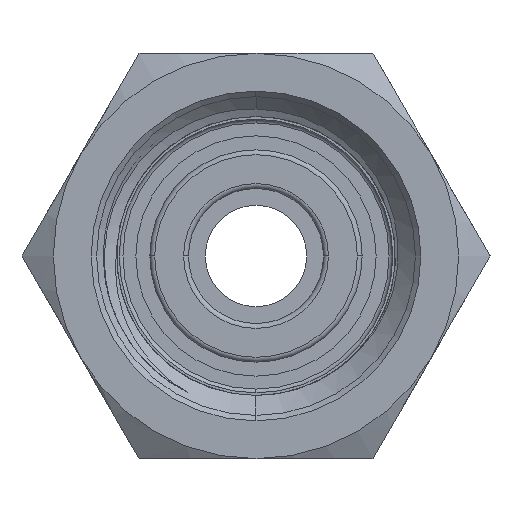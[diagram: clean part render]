
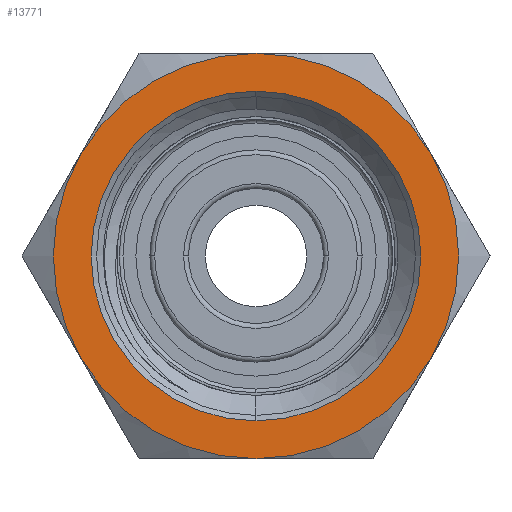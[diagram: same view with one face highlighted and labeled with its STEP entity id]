
A CAD part, front view. The second image highlights one B-rep face of the part: STEP entity #13771.
In plain terms, the highlighted face is planar.
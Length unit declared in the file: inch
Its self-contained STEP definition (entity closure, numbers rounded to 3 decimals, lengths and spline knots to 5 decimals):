
#838 = AXIS2_PLACEMENT_3D ( 'NONE', #7083, #2549, #10528 ) ;
#1609 = DIRECTION ( 'NONE',  ( 1., 0., 0. ) ) ;
#1964 = CARTESIAN_POINT ( 'NONE',  ( 0., -0.375, 0. ) ) ;
#2132 = ORIENTED_EDGE ( 'NONE', *, *, #12960, .F. ) ;
#2453 = CIRCLE ( 'NONE', #3128, 0.375 ) ;
#2549 = DIRECTION ( 'NONE',  ( 1., 0., 0. ) ) ;
#2753 = DIRECTION ( 'NONE',  ( 0., 1., 0. ) ) ;
#3128 = AXIS2_PLACEMENT_3D ( 'NONE', #5262, #3989, #13281 ) ;
#3407 = CARTESIAN_POINT ( 'NONE',  ( 0., 0., 0. ) ) ;
#3412 = ORIENTED_EDGE ( 'NONE', *, *, #10252, .T. ) ;
#3589 = CIRCLE ( 'NONE', #5288, 0.305 ) ;
#3989 = DIRECTION ( 'NONE',  ( 1., 0., 0. ) ) ;
#4407 = EDGE_CURVE ( 'NONE', #12709, #14301, #3589, .T. ) ;
#4631 = EDGE_LOOP ( 'NONE', ( #2132, #12977 ) ) ;
#5262 = CARTESIAN_POINT ( 'NONE',  ( 0., 0., 0. ) ) ;
#5288 = AXIS2_PLACEMENT_3D ( 'NONE', #3407, #6738, #11383 ) ;
#5794 = AXIS2_PLACEMENT_3D ( 'NONE', #8445, #1609, #2753 ) ;
#5813 = DIRECTION ( 'NONE',  ( 1., 0., 0. ) ) ;
#5863 = CARTESIAN_POINT ( 'NONE',  ( 0., 0.305, 0. ) ) ;
#6343 = CIRCLE ( 'NONE', #12244, 0.305 ) ;
#6738 = DIRECTION ( 'NONE',  ( 1., 0., 0. ) ) ;
#7080 = CARTESIAN_POINT ( 'NONE',  ( 0., 0., 0. ) ) ;
#7083 = CARTESIAN_POINT ( 'NONE',  ( 0., 0., 0. ) ) ;
#7362 = ORIENTED_EDGE ( 'NONE', *, *, #11530, .T. ) ;
#7412 = FACE_BOUND ( 'NONE', #4631, .T. ) ;
#8445 = CARTESIAN_POINT ( 'NONE',  ( 0., 0.305, 0. ) ) ;
#8450 = VERTEX_POINT ( 'NONE', #1964 ) ;
#8895 = CARTESIAN_POINT ( 'NONE',  ( 0., -0.305, 0. ) ) ;
#9008 = FACE_OUTER_BOUND ( 'NONE', #13866, .T. ) ;
#10252 = EDGE_CURVE ( 'NONE', #8450, #12366, #2453, .T. ) ;
#10528 = DIRECTION ( 'NONE',  ( 0., 1., 0. ) ) ;
#11008 = CIRCLE ( 'NONE', #838, 0.375 ) ;
#11383 = DIRECTION ( 'NONE',  ( 0., 1., 0. ) ) ;
#11407 = CARTESIAN_POINT ( 'NONE',  ( 0., 0.375, 0. ) ) ;
#11530 = EDGE_CURVE ( 'NONE', #12366, #8450, #11008, .T. ) ;
#12051 = PLANE ( 'NONE',  #5794 ) ;
#12244 = AXIS2_PLACEMENT_3D ( 'NONE', #7080, #5813, #13790 ) ;
#12366 = VERTEX_POINT ( 'NONE', #11407 ) ;
#12709 = VERTEX_POINT ( 'NONE', #8895 ) ;
#12960 = EDGE_CURVE ( 'NONE', #14301, #12709, #6343, .T. ) ;
#12977 = ORIENTED_EDGE ( 'NONE', *, *, #4407, .F. ) ;
#13281 = DIRECTION ( 'NONE',  ( 0., 1., 0. ) ) ;
#13771 = ADVANCED_FACE ( 'NONE', ( #9008, #7412 ), #12051, .T. ) ;
#13790 = DIRECTION ( 'NONE',  ( 0., 1., 0. ) ) ;
#13866 = EDGE_LOOP ( 'NONE', ( #3412, #7362 ) ) ;
#14301 = VERTEX_POINT ( 'NONE', #5863 ) ;
